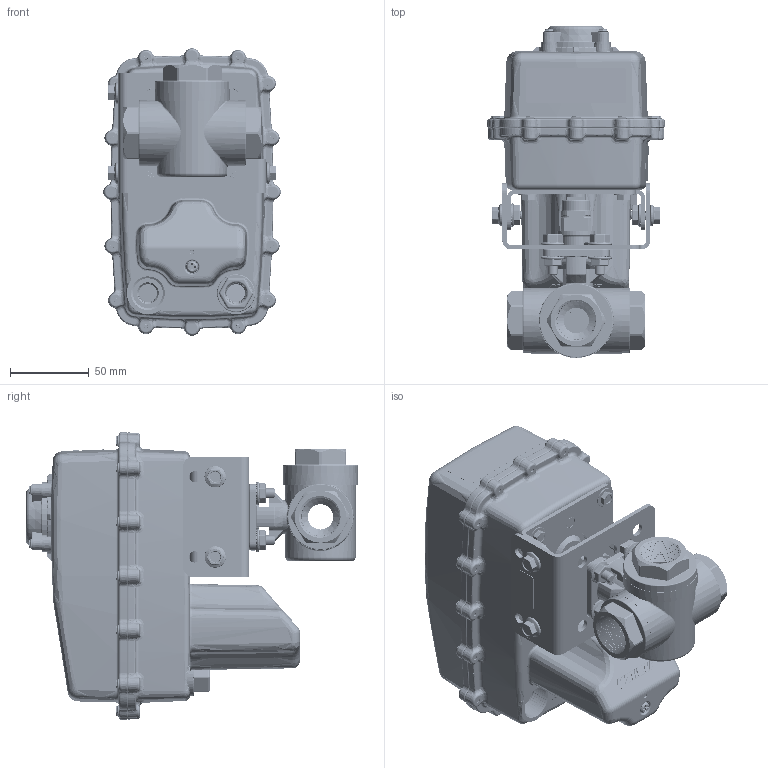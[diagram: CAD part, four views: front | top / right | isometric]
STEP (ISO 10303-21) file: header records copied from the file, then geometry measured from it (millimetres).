
FILE_DESCRIPTION (( 'STEP AP203' ), '1' );
FILE_NAME ('73E22-10DY0-P31.STEP', '2020-08-13T18:37:16', ( '' ), ( '' ), 'SwSTEP 2.0', 'SolidWorks 2019', '' );
FILE_SCHEMA (( 'CONFIG_CONTROL_DESIGN' ));
Length unit declared in the file: inch
Products named in the file (40): 450-0006; 200-0023_STEM_ORING; 450-0010_450-0010; 398-0229; 100042_SLOTTED; 498-2101_promoted; 200-0023_STEM_PACKING; 105-0063; 73E22-10DY0-P31; 299-0005_Ball orientation; 405-0027; 450-0004; 100-0041; 205-0029; 200-0023_Ball Orientation; 10dy0-p31_10dy0-p31; 100338; eh2-mk-opshaft; 208-0043; eh-157; eh2-430_EH2-432; 200-0023_CAP_2; 500-0004; 101-0002; 405-0028; ehpt-140; 200-0023_CAP_1; 200-0023_STEM; eh-502; 100-0037; 205-0015; 200-0023_STEM_THRUST_3; 200-0023_BODY; 200-0023_END_SEAL_2; 200-0023_END_SEAL_1; 100204; 200-0023_STEM_NUT; 73E22; 405-0023; 450-0005_450-0005
Assembly tree (79 placements, depth 5):
  73E22-10DY0-P31
    73E22
      299-0005_Ball orientation
        200-0023_Ball Orientation
          200-0023_BODY
          200-0023_STEM_THRUST_3
          200-0023_STEM
          200-0023_STEM_ORING
          200-0023_STEM_PACKING
          200-0023_CAP_1  x2
          200-0023_END_SEAL_1  x2
          200-0023_CAP_2
          200-0023_END_SEAL_2
          200-0023_STEM_NUT
      100042_SLOTTED
      100338  x4
      101-0002  x4
      208-0043
      500-0004
    10dy0-p31_10dy0-p31
      498-2101_promoted
        405-0023
        405-0028
        450-0004
        ehpt-140
        100-0041  x4
        205-0015  x4
        eh-157
        205-0029
        100-0037  x20
        eh-502  x2
      105-0063
      450-0010_450-0010
        450-0005_450-0005
        450-0006
      398-0229
        405-0027
      eh2-430_EH2-432
        eh2-mk-opshaft
    100204  x3
    101-0002  x3
    eh-502
Bounding box: 112.49 x 210.39 x 182.34 mm (x, y, z)
Volume: 471107.4 mm3; surface area: 328200.5 mm2
Topology: 67 solids, 75 shells, 9233 faces, 24105 edges, 15121 vertices
Faces by surface type: plane 2868, cylinder 2331, bspline 1704, torus 1507, cone 690, sphere 133
Entity records: 326792 total; most frequent: CARTESIAN_POINT 204268, ORIENTED_EDGE 26956, DIRECTION 21693, EDGE_CURVE 13485, AXIS2_PLACEMENT_3D 8687, VERTEX_POINT 8353, EDGE_LOOP 5699, ADVANCED_FACE 5344
